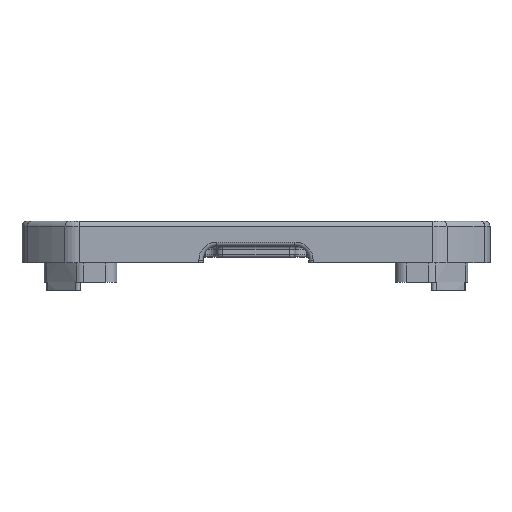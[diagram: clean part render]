
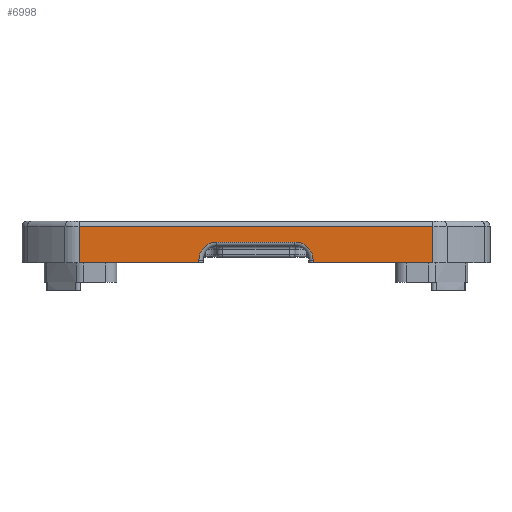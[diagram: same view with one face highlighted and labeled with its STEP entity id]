
A CAD part, front view. The second image highlights one B-rep face of the part: STEP entity #6998.
In plain terms, the highlighted planar face has unit normal (0, -1, 0).
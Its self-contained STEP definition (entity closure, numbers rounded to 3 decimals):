
#276=CIRCLE('',#7510,1.625);
#279=CIRCLE('',#7515,1.625);
#953=FACE_OUTER_BOUND('',#1379,.T.);
#1379=EDGE_LOOP('',(#5133,#5134,#5135,#5136,#5137,#5138,#5139,#5140,#5141,
#5142));
#1829=LINE('',#11119,#2388);
#1836=LINE('',#11179,#2395);
#1865=LINE('',#11299,#2424);
#1870=LINE('',#11314,#2429);
#1871=LINE('',#11328,#2430);
#1874=LINE('',#11342,#2433);
#1875=LINE('',#11345,#2434);
#1876=LINE('',#11346,#2435);
#2388=VECTOR('',#8713,10.);
#2395=VECTOR('',#8742,10.);
#2424=VECTOR('',#8833,10.);
#2429=VECTOR('',#8852,10.);
#2430=VECTOR('',#8869,10.);
#2433=VECTOR('',#8888,10.);
#2434=VECTOR('',#8891,10.);
#2435=VECTOR('',#8892,2.);
#2979=VERTEX_POINT('',#11112);
#2982=VERTEX_POINT('',#11117);
#2992=VERTEX_POINT('',#11171);
#2994=VERTEX_POINT('',#11177);
#2995=VERTEX_POINT('',#11181);
#3024=VERTEX_POINT('',#11297);
#3027=VERTEX_POINT('',#11313);
#3032=VERTEX_POINT('',#11326);
#3035=VERTEX_POINT('',#11340);
#3036=VERTEX_POINT('',#11344);
#3715=EDGE_CURVE('',#2979,#2982,#1829,.T.);
#3729=EDGE_CURVE('',#2992,#2982,#276,.T.);
#3732=EDGE_CURVE('',#2994,#2992,#1836,.T.);
#3734=EDGE_CURVE('',#2995,#2994,#279,.T.);
#3778=EDGE_CURVE('',#3024,#2995,#1865,.T.);
#3786=EDGE_CURVE('',#3027,#2979,#1870,.T.);
#3794=EDGE_CURVE('',#3024,#3032,#1871,.T.);
#3801=EDGE_CURVE('',#3032,#3035,#1874,.T.);
#3802=EDGE_CURVE('',#3036,#3035,#1875,.T.);
#3803=EDGE_CURVE('',#3027,#3036,#1876,.T.);
#5133=ORIENTED_EDGE('',*,*,#3802,.F.);
#5134=ORIENTED_EDGE('',*,*,#3803,.F.);
#5135=ORIENTED_EDGE('',*,*,#3786,.T.);
#5136=ORIENTED_EDGE('',*,*,#3715,.T.);
#5137=ORIENTED_EDGE('',*,*,#3729,.F.);
#5138=ORIENTED_EDGE('',*,*,#3732,.F.);
#5139=ORIENTED_EDGE('',*,*,#3734,.F.);
#5140=ORIENTED_EDGE('',*,*,#3778,.F.);
#5141=ORIENTED_EDGE('',*,*,#3794,.T.);
#5142=ORIENTED_EDGE('',*,*,#3801,.T.);
#6808=PLANE('',#7567);
#6998=ADVANCED_FACE('',(#953),#6808,.T.);
#7510=AXIS2_PLACEMENT_3D('',#11173,#8735,#8736);
#7515=AXIS2_PLACEMENT_3D('',#11184,#8747,#8748);
#7567=AXIS2_PLACEMENT_3D('',#11343,#8889,#8890);
#8713=DIRECTION('',(0.,0.,1.));
#8735=DIRECTION('center_axis',(0.,-1.,0.));
#8736=DIRECTION('ref_axis',(-0.707,0.,0.707));
#8742=DIRECTION('',(-1.,0.,0.));
#8747=DIRECTION('center_axis',(0.,-1.,0.));
#8748=DIRECTION('ref_axis',(0.707,0.,0.707));
#8833=DIRECTION('',(0.,0.,1.));
#8852=DIRECTION('',(1.,0.,0.));
#8869=DIRECTION('',(1.,0.,0.));
#8888=DIRECTION('',(0.,0.,1.));
#8889=DIRECTION('center_axis',(0.,-1.,0.));
#8890=DIRECTION('ref_axis',(1.,0.,0.));
#8891=DIRECTION('',(1.,0.,0.));
#8892=DIRECTION('',(0.,0.,1.));
#11112=CARTESIAN_POINT('',(-5.125,-21.,2.75));
#11117=CARTESIAN_POINT('',(-5.125,-21.,3.));
#11119=CARTESIAN_POINT('',(-5.125,-21.,3.));
#11171=CARTESIAN_POINT('',(-3.5,-21.,4.625));
#11173=CARTESIAN_POINT('Origin',(-3.5,-21.,3.));
#11177=CARTESIAN_POINT('',(3.5,-21.,4.625));
#11179=CARTESIAN_POINT('',(-7.93,-21.,4.625));
#11181=CARTESIAN_POINT('',(5.125,-21.,3.));
#11184=CARTESIAN_POINT('Origin',(3.5,-21.,3.));
#11297=CARTESIAN_POINT('',(5.125,-21.,2.75));
#11299=CARTESIAN_POINT('',(5.125,-21.,3.));
#11313=CARTESIAN_POINT('',(-15.861,-21.,2.75));
#11314=CARTESIAN_POINT('',(-13.055,-21.,2.75));
#11326=CARTESIAN_POINT('',(15.861,-21.,2.75));
#11328=CARTESIAN_POINT('',(-2.805,-21.,2.75));
#11340=CARTESIAN_POINT('',(15.861,-21.,6.));
#11342=CARTESIAN_POINT('',(15.861,-21.,3.));
#11343=CARTESIAN_POINT('Origin',(-15.861,-21.,3.));
#11344=CARTESIAN_POINT('',(-15.861,-21.,6.));
#11345=CARTESIAN_POINT('',(-7.93,-21.,6.));
#11346=CARTESIAN_POINT('',(-15.861,-21.,3.));
